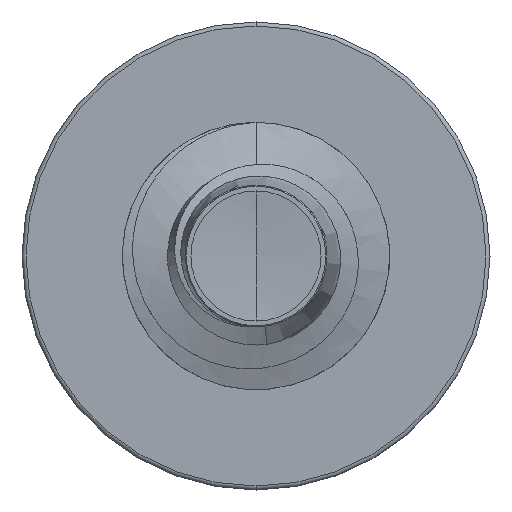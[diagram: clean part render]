
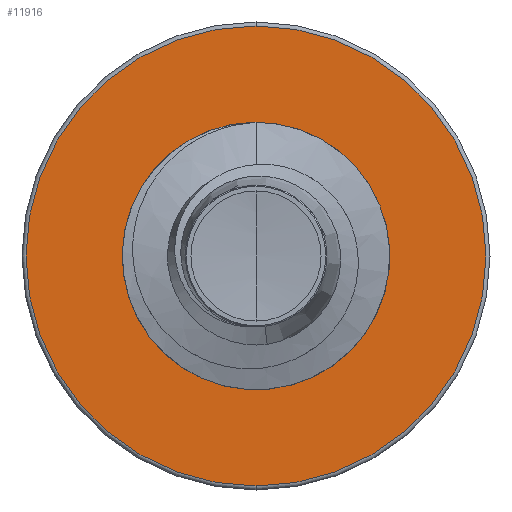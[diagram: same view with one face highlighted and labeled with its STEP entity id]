
A CAD part, front view. The second image highlights one B-rep face of the part: STEP entity #11916.
In plain terms, the highlighted planar face has unit normal (0, -1, 0).
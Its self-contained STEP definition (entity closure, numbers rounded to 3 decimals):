
#296 = ORIENTED_EDGE ( 'NONE', *, *, #10800, .F. ) ;
#347 = ORIENTED_EDGE ( 'NONE', *, *, #12101, .T. ) ;
#373 = DIRECTION ( 'NONE',  ( 0., 0., 1. ) ) ;
#468 = DIRECTION ( 'NONE',  ( 0., 1., 0. ) ) ;
#762 = CARTESIAN_POINT ( 'NONE',  ( 0., 15., -6.88 ) ) ;
#1332 = AXIS2_PLACEMENT_3D ( 'NONE', #12476, #7781, #373 ) ;
#1384 = AXIS2_PLACEMENT_3D ( 'NONE', #5195, #11576, #6392 ) ;
#1697 = AXIS2_PLACEMENT_3D ( 'NONE', #11343, #12036, #7142 ) ;
#2235 = CIRCLE ( 'NONE', #1332, 3.694 ) ;
#2776 = AXIS2_PLACEMENT_3D ( 'NONE', #11851, #6863, #12553 ) ;
#3211 = CARTESIAN_POINT ( 'NONE',  ( 0., 15., 3.694 ) ) ;
#3332 = AXIS2_PLACEMENT_3D ( 'NONE', #7858, #468, #8864 ) ;
#3512 = FACE_OUTER_BOUND ( 'NONE', #12836, .T. ) ;
#3532 = ORIENTED_EDGE ( 'NONE', *, *, #12207, .T. ) ;
#4481 = VERTEX_POINT ( 'NONE', #3211 ) ;
#5195 = CARTESIAN_POINT ( 'NONE',  ( 0., 15., 0. ) ) ;
#5243 = ORIENTED_EDGE ( 'NONE', *, *, #10828, .F. ) ;
#5758 = VERTEX_POINT ( 'NONE', #9750 ) ;
#6281 = VERTEX_POINT ( 'NONE', #762 ) ;
#6387 = CIRCLE ( 'NONE', #2776, 6.88 ) ;
#6392 = DIRECTION ( 'NONE',  ( 0., 0., 1. ) ) ;
#6863 = DIRECTION ( 'NONE',  ( 0., 1., 0. ) ) ;
#7142 = DIRECTION ( 'NONE',  ( 0., 0., 1. ) ) ;
#7781 = DIRECTION ( 'NONE',  ( 0., 1., 0. ) ) ;
#7858 = CARTESIAN_POINT ( 'NONE',  ( 0., 15., 0. ) ) ;
#8864 = DIRECTION ( 'NONE',  ( 0., 0., 1. ) ) ;
#9058 = FACE_BOUND ( 'NONE', #10523, .T. ) ;
#9750 = CARTESIAN_POINT ( 'NONE',  ( 0., 15., -3.694 ) ) ;
#10388 = VERTEX_POINT ( 'NONE', #11559 ) ;
#10523 = EDGE_LOOP ( 'NONE', ( #3532, #347 ) ) ;
#10582 = PLANE ( 'NONE',  #1697 ) ;
#10800 = EDGE_CURVE ( 'NONE', #10388, #6281, #12947, .T. ) ;
#10828 = EDGE_CURVE ( 'NONE', #6281, #10388, #6387, .T. ) ;
#10867 = CIRCLE ( 'NONE', #1384, 3.694 ) ;
#11343 = CARTESIAN_POINT ( 'NONE',  ( 0., 15., -3.694 ) ) ;
#11559 = CARTESIAN_POINT ( 'NONE',  ( 0., 15., 6.88 ) ) ;
#11576 = DIRECTION ( 'NONE',  ( 0., 1., 0. ) ) ;
#11851 = CARTESIAN_POINT ( 'NONE',  ( 0., 15., 0. ) ) ;
#11916 = ADVANCED_FACE ( 'NONE', ( #3512, #9058 ), #10582, .F. ) ;
#12036 = DIRECTION ( 'NONE',  ( 0., 1., 0. ) ) ;
#12101 = EDGE_CURVE ( 'NONE', #5758, #4481, #10867, .T. ) ;
#12207 = EDGE_CURVE ( 'NONE', #4481, #5758, #2235, .T. ) ;
#12476 = CARTESIAN_POINT ( 'NONE',  ( 0., 15., 0. ) ) ;
#12553 = DIRECTION ( 'NONE',  ( 0., 0., 1. ) ) ;
#12836 = EDGE_LOOP ( 'NONE', ( #296, #5243 ) ) ;
#12947 = CIRCLE ( 'NONE', #3332, 6.88 ) ;
